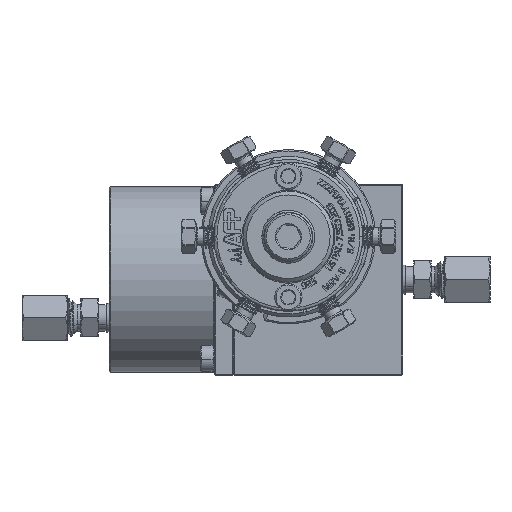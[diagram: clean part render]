
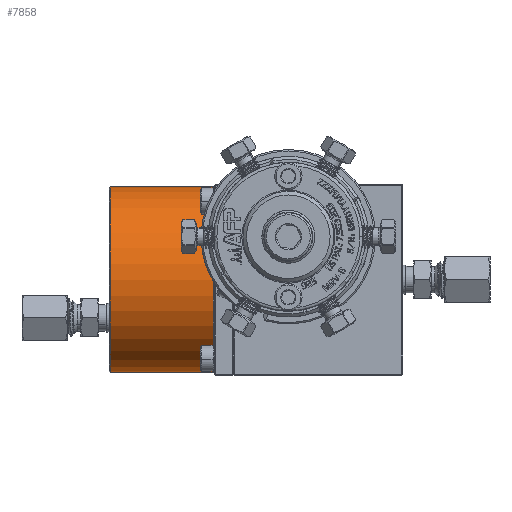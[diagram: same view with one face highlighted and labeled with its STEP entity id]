
A CAD part, left-side view. The second image highlights one B-rep face of the part: STEP entity #7858.
In plain terms, the highlighted cylindrical face has radius 19.5 mm (diameter 39 mm), a partial arc.
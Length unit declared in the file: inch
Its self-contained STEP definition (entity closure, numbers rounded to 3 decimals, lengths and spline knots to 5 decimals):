
#5019 = CARTESIAN_POINT ( 'NONE',  ( 0., 0.61811, -0.35433 ) ) ;
#6751 = DIRECTION ( 'NONE',  ( 0., 0., 1. ) ) ;
#7858 = ADVANCED_FACE ( 'Defeatured_0_937', ( #49765 ), #52549, .T. ) ;
#8890 = EDGE_CURVE ( 'NONE', #120451, #24678, #133802, .T. ) ;
#14534 = CARTESIAN_POINT ( 'NONE',  ( 0., 0.61811, -1.12205 ) ) ;
#20207 = DIRECTION ( 'NONE',  ( 0., 1., 0. ) ) ;
#24678 = VERTEX_POINT ( 'NONE', #60620 ) ;
#29412 = AXIS2_PLACEMENT_3D ( 'NONE', #135494, #73941, #6751 ) ;
#30455 = AXIS2_PLACEMENT_3D ( 'NONE', #94876, #105543, #121875 ) ;
#32772 = LINE ( 'NONE', #57425, #89039 ) ;
#39214 = CARTESIAN_POINT ( 'NONE',  ( 0., 0.49469, 0.41339 ) ) ;
#42800 = ORIENTED_EDGE ( 'NONE', *, *, #84836, .T. ) ;
#49765 = FACE_OUTER_BOUND ( 'NONE', #158810, .T. ) ;
#52549 = CYLINDRICAL_SURFACE ( 'NONE', #29412, 0.76772 ) ;
#54031 = VERTEX_POINT ( 'NONE', #14534 ) ;
#57425 = CARTESIAN_POINT ( 'NONE',  ( 0., 0.49469, -1.12205 ) ) ;
#57560 = CIRCLE ( 'NONE', #95611, 0.76772 ) ;
#60620 = CARTESIAN_POINT ( 'NONE',  ( 0., 1.47106, 0.41339 ) ) ;
#72602 = VERTEX_POINT ( 'NONE', #102944 ) ;
#73228 = CARTESIAN_POINT ( 'NONE',  ( 0., 0.61811, 0.41339 ) ) ;
#73318 = ORIENTED_EDGE ( 'NONE', *, *, #77383, .T. ) ;
#73941 = DIRECTION ( 'NONE',  ( 0., 1., 0. ) ) ;
#77383 = EDGE_CURVE ( 'Defeatured_0_937+Defeatured_0_964+Defeatured_0_964+Defeatured_0_964', #54031, #120451, #57560, .T. ) ;
#84836 = EDGE_CURVE ( 'Defeatured_0_937+Defeatured_0_963+Defeatured_0_963+Defeatured_0_963', #24678, #72602, #148234, .T. ) ;
#85619 = DIRECTION ( 'NONE',  ( 0., 1., 0. ) ) ;
#85876 = EDGE_CURVE ( 'NONE', #54031, #72602, #32772, .T. ) ;
#87524 = ORIENTED_EDGE ( 'NONE', *, *, #85876, .F. ) ;
#89039 = VECTOR ( 'NONE', #85619, 39.37008 ) ;
#94876 = CARTESIAN_POINT ( 'NONE',  ( 0., 1.47106, -0.35433 ) ) ;
#95611 = AXIS2_PLACEMENT_3D ( 'NONE', #5019, #20207, #99339 ) ;
#99339 = DIRECTION ( 'NONE',  ( 0., 0., 1. ) ) ;
#102944 = CARTESIAN_POINT ( 'NONE',  ( 0., 1.47106, -1.12205 ) ) ;
#105543 = DIRECTION ( 'NONE',  ( 0., -1., 0. ) ) ;
#120451 = VERTEX_POINT ( 'NONE', #73228 ) ;
#121875 = DIRECTION ( 'NONE',  ( 0., 0., 1. ) ) ;
#128829 = DIRECTION ( 'NONE',  ( 0., 1., 0. ) ) ;
#133802 = LINE ( 'NONE', #39214, #134084 ) ;
#134084 = VECTOR ( 'NONE', #128829, 39.37008 ) ;
#135494 = CARTESIAN_POINT ( 'NONE',  ( 0., 0.49469, -0.35433 ) ) ;
#143541 = ORIENTED_EDGE ( 'NONE', *, *, #8890, .T. ) ;
#148234 = CIRCLE ( 'NONE', #30455, 0.76772 ) ;
#158810 = EDGE_LOOP ( 'NONE', ( #87524, #73318, #143541, #42800 ) ) ;
